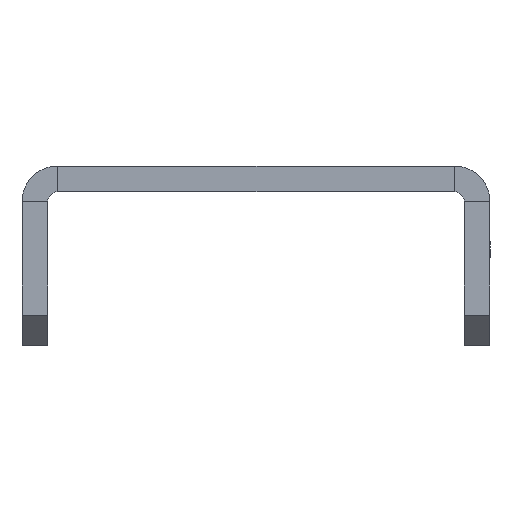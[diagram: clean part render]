
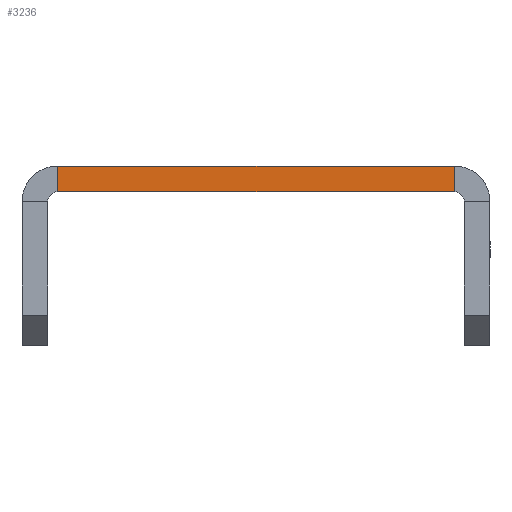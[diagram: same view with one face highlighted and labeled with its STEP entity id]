
A CAD part, left-side view. The second image highlights one B-rep face of the part: STEP entity #3236.
In plain terms, the highlighted planar face has unit normal (-1, 0, 0).
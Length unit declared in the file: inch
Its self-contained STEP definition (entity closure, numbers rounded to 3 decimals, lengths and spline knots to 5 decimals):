
#315 = CARTESIAN_POINT ( 'NONE',  ( -11.577, 0.9645, 0.125 ) ) ;
#605 = CARTESIAN_POINT ( 'NONE',  ( -11.577, -0.9645, 0.125 ) ) ;
#618 = CARTESIAN_POINT ( 'NONE',  ( -11.577, -0.9645, 0. ) ) ;
#693 = CARTESIAN_POINT ( 'NONE',  ( -11.577, 0.9645, 0. ) ) ;
#2234 = ORIENTED_EDGE ( 'NONE', *, *, #10694, .T. ) ;
#2564 = ORIENTED_EDGE ( 'NONE', *, *, #10696, .F. ) ;
#2586 = ORIENTED_EDGE ( 'NONE', *, *, #10697, .T. ) ;
#2619 = ORIENTED_EDGE ( 'NONE', *, *, #10695, .F. ) ;
#3236 = ADVANCED_FACE ( 'NONE', ( #8901 ), #4008, .F. ) ;
#4004 = DIRECTION ( 'NONE',  ( 0., 0., -1. ) ) ;
#4005 = DIRECTION ( 'NONE',  ( 1., 0., 0. ) ) ;
#4008 = PLANE ( 'NONE',  #10015 ) ;
#4013 = CARTESIAN_POINT ( 'NONE',  ( -11.577, 1.0125, 0.125 ) ) ;
#5272 = VERTEX_POINT ( 'NONE', #693 ) ;
#5385 = VERTEX_POINT ( 'NONE', #618 ) ;
#5388 = VERTEX_POINT ( 'NONE', #605 ) ;
#5793 = VERTEX_POINT ( 'NONE', #315 ) ;
#6032 = EDGE_LOOP ( 'NONE', ( #2234, #2619, #2564, #2586 ) ) ;
#6706 = DIRECTION ( 'NONE',  ( 0., -1., 0. ) ) ;
#6707 = CARTESIAN_POINT ( 'NONE',  ( -11.577, 1.0125, 0. ) ) ;
#6708 = DIRECTION ( 'NONE',  ( 0., 0., 1. ) ) ;
#6709 = CARTESIAN_POINT ( 'NONE',  ( -11.577, 0.9645, 0. ) ) ;
#6713 = DIRECTION ( 'NONE',  ( 0., -1., 0. ) ) ;
#6715 = DIRECTION ( 'NONE',  ( 0., 0., 1. ) ) ;
#6718 = CARTESIAN_POINT ( 'NONE',  ( -11.577, -0.9645, 0. ) ) ;
#6723 = CARTESIAN_POINT ( 'NONE',  ( -11.577, 1.0125, 0.125 ) ) ;
#8901 = FACE_OUTER_BOUND ( 'NONE', #6032, .T. ) ;
#9576 = LINE ( 'NONE', #6723, #9582 ) ;
#9577 = LINE ( 'NONE', #6718, #9580 ) ;
#9580 = VECTOR ( 'NONE', #6715, 39.37008 ) ;
#9581 = LINE ( 'NONE', #6709, #9584 ) ;
#9582 = VECTOR ( 'NONE', #6713, 39.37008 ) ;
#9583 = LINE ( 'NONE', #6707, #9586 ) ;
#9584 = VECTOR ( 'NONE', #6708, 39.37008 ) ;
#9586 = VECTOR ( 'NONE', #6706, 39.37008 ) ;
#10015 = AXIS2_PLACEMENT_3D ( 'NONE', #4013, #4005, #4004 ) ;
#10694 = EDGE_CURVE ( 'NONE', #5385, #5388, #9577, .T. ) ;
#10695 = EDGE_CURVE ( 'NONE', #5793, #5388, #9576, .T. ) ;
#10696 = EDGE_CURVE ( 'NONE', #5272, #5793, #9581, .T. ) ;
#10697 = EDGE_CURVE ( 'NONE', #5272, #5385, #9583, .T. ) ;
